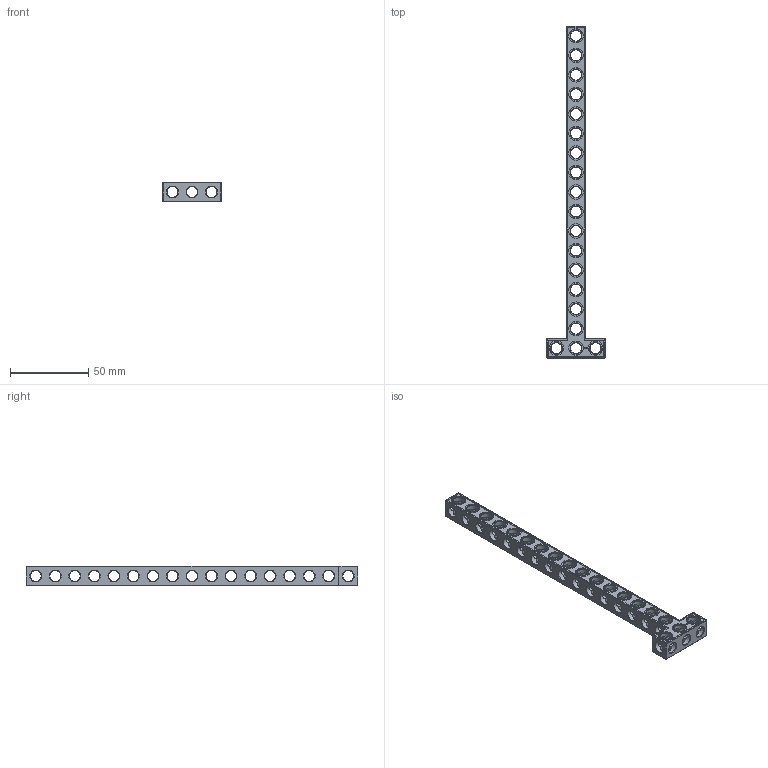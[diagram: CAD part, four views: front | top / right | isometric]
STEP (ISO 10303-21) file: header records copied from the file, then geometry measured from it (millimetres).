
FILE_DESCRIPTION(('FreeCAD Model'),'2;1');
FILE_NAME('Open CASCADE Shape Model','2021-08-07T21:38:04',( 'Paulo Kiefe'),('STEMFIE.org'),'Open CASCADE STEP processor 7.4', 'FreeCAD','Unknown');
FILE_SCHEMA(('AUTOMOTIVE_DESIGN { 1 0 10303 214 1 1 1 1 }'));
Products named in the file (1): Beam_TSH_SYM_ESS_BU03x17x01_-_SPN-BEM-1015_(stemfie.org)
Bounding box: 37.5 x 212.5 x 12.5 mm (x, y, z)
Volume: 18545.9 mm3; surface area: 16682.2 mm2
Topology: 1 solids, 1 shells, 724 faces, 2210 edges, 1463 vertices
Faces by surface type: plane 401, extrusion 130, cylinder 115, cone 78
Full cylindrical faces by diameter (mm): 7 x96, 9.2 x19
Entity records: 65672 total; most frequent: CARTESIAN_POINT 18778, DIRECTION 7008, VECTOR 4513, ORIENTED_EDGE 4420, PCURVE 4420, DEFINITIONAL_REPRESENTATION 4420, LINE 4383, EDGE_CURVE 2210
